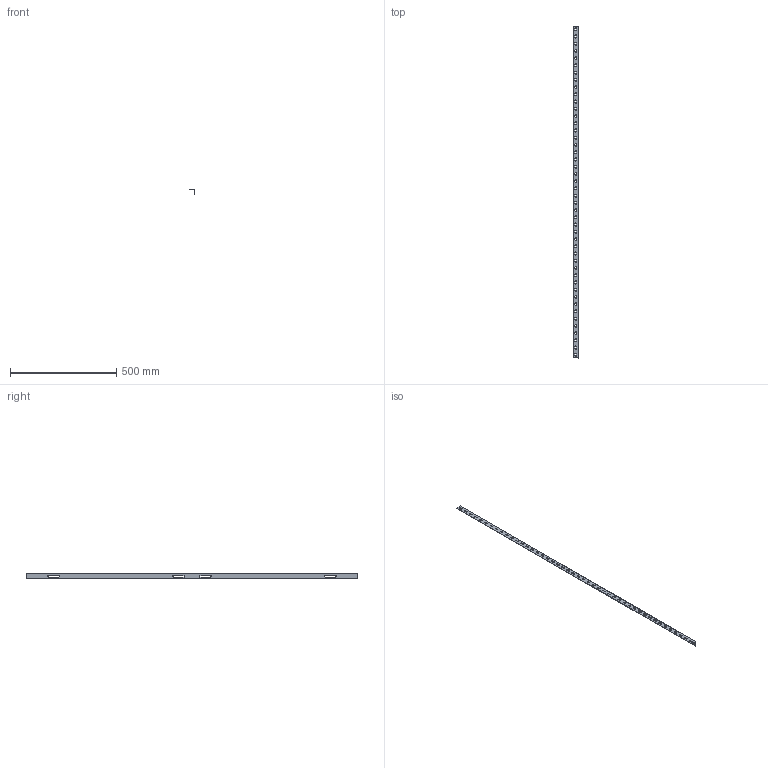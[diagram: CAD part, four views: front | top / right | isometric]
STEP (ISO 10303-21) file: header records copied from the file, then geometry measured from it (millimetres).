
FILE_DESCRIPTION (( 'STEP AP203' ), '1' );
FILE_NAME ('Ïðîôèëü âåðòèêàëüíûé 1560.STEP', '2020-12-25T12:40:36', ( '' ), ( '' ), 'SwSTEP 2.0', 'SolidWorks 2019', '' );
FILE_SCHEMA (( 'CONFIG_CONTROL_DESIGN' ));
Length unit declared in the file: millimetre
Products named in the file (1): Ïðîôèëü âåðòèêàëüíûé 1560
Bounding box: 27.2 x 1560 x 27.2 mm (x, y, z)
Volume: 113178.1 mm3; surface area: 159093.9 mm2
Topology: 1 solids, 1 shells, 214 faces, 628 edges, 416 vertices
Faces by surface type: plane 112, cylinder 102
Entity records: 7429 total; most frequent: DIRECTION 1262, CARTESIAN_POINT 1259, ORIENTED_EDGE 1256, EDGE_CURVE 628, LINE 424, VECTOR 424, AXIS2_PLACEMENT_3D 419, VERTEX_POINT 416
